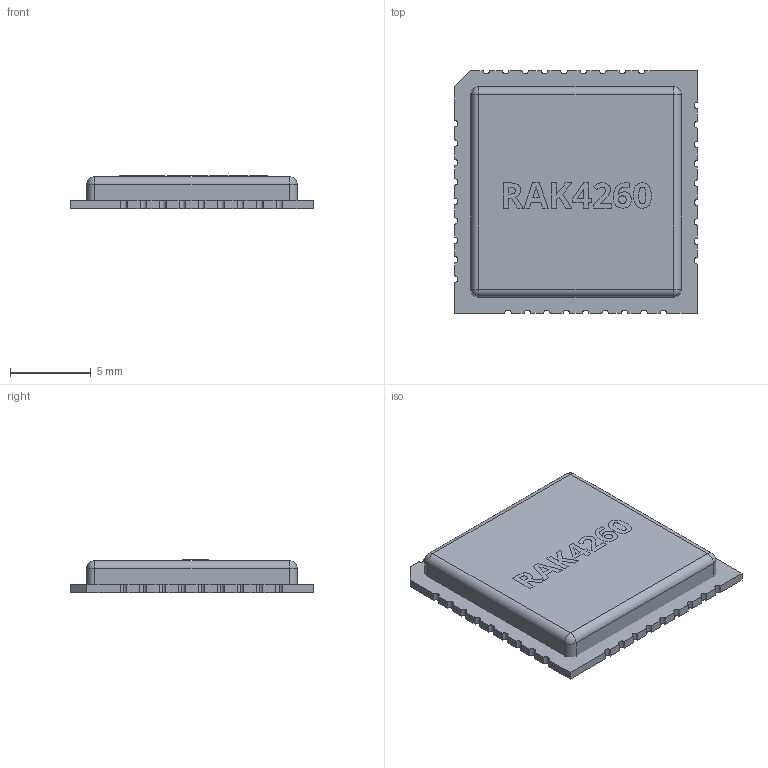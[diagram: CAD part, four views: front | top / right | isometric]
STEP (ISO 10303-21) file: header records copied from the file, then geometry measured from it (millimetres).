
FILE_DESCRIPTION(('FreeCAD Model'),'2;1');
FILE_NAME('rak4260-no-copper.step','2019-11-05T18:20:49',('Author'),(''), 'Open CASCADE STEP processor 7.3','FreeCAD','Unknown');
FILE_SCHEMA(('AUTOMOTIVE_DESIGN { 1 0 10303 214 1 1 1 1 }'));
Length unit declared in the file: millimetre
Products named in the file (12): COMPOUND; ShapeString007; ShapeString; ShapeString001; ShapeString002; ShapeString003; ShapeString004; ShapeString005; ShapeString006; Open_CASCADE_STEP_translator_6.9_1; Fillet; Fillet001
Assembly tree (7 placements, depth 2):
  COMPOUND
  ShapeString007
    ShapeString
    ShapeString001
    ShapeString002
    ShapeString003
    ShapeString004
    ShapeString005
    ShapeString006
  Open_CASCADE_STEP_translator_6.9_1
  Fillet
  Fillet001
Bounding box: 15 x 15 x 2.1 mm (x, y, z)
Surface area: 1343.2 mm2
Topology: 3 solids, 10 shells, 131 faces, 465 edges, 339 vertices
Faces by surface type: plane 62, cylinder 61, sphere 8
Entity records: 5455 total; most frequent: CARTESIAN_POINT 1075, DIRECTION 787, ORIENTED_EDGE 787, EDGE_CURVE 457, VERTEX_POINT 339, LINE 265, VECTOR 265, AXIS2_PLACEMENT_3D 261
